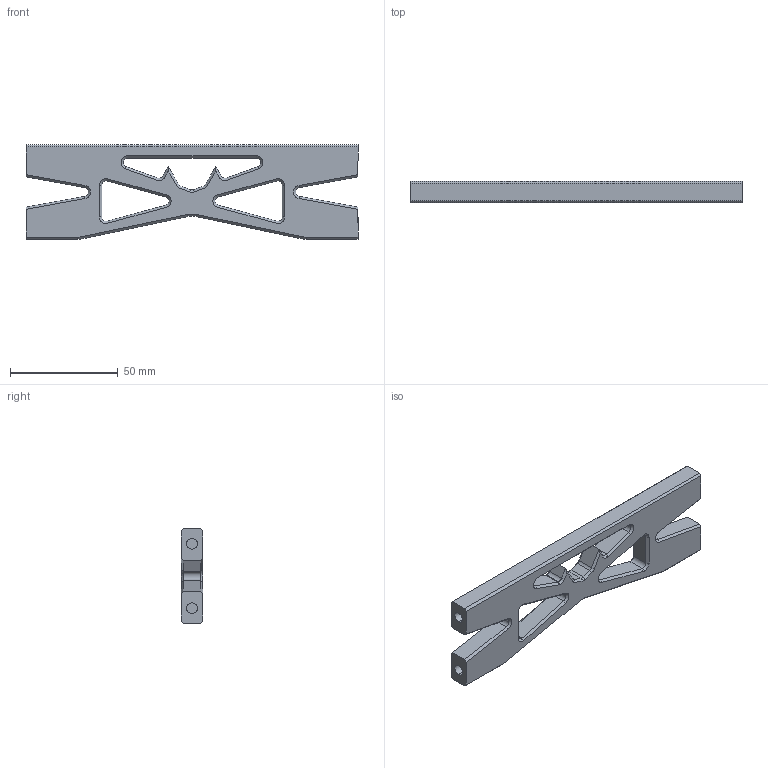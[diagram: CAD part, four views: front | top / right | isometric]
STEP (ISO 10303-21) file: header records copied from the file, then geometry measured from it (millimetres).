
FILE_DESCRIPTION (( 'STEP AP203' ), '1' );
FILE_NAME ('冓厴闉罻 勷 貗鍎.STEP', '2021-11-18T13:26:36', ( '' ), ( '' ), 'SwSTEP 2.0', 'SolidWorks 2021', '' );
FILE_SCHEMA (( 'CONFIG_CONTROL_DESIGN' ));
Length unit declared in the file: millimetre
Products named in the file (1): 冓厴闉罻 勷 貗鍎
Bounding box: 154.3 x 10 x 44 mm (x, y, z)
Volume: 42729.9 mm3; surface area: 17118.8 mm2
Topology: 1 solids, 1 shells, 156 faces, 370 edges, 220 vertices
Faces by surface type: plane 82, cone 44, cylinder 30
Entity records: 4491 total; most frequent: DIRECTION 792, CARTESIAN_POINT 747, ORIENTED_EDGE 740, EDGE_CURVE 370, AXIS2_PLACEMENT_3D 265, VECTOR 262, LINE 262, VERTEX_POINT 220
